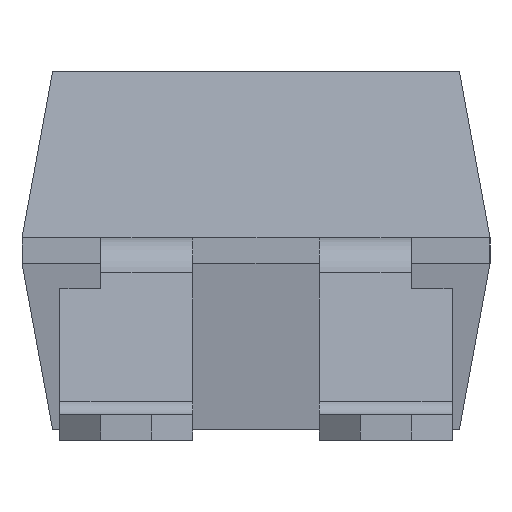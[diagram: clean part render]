
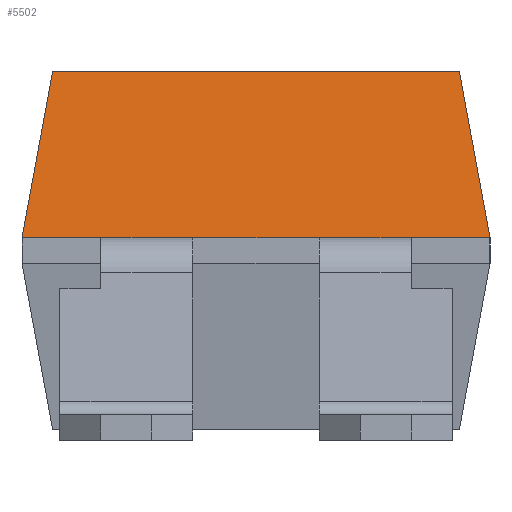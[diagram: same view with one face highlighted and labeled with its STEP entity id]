
A CAD part, left-side view. The second image highlights one B-rep face of the part: STEP entity #5502.
In plain terms, the highlighted planar face has unit normal (-0.988, 0, 0.152).
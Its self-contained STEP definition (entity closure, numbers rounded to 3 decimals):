
#250=ORIENTED_EDGE('',*,*,#1405,.T.);
#251=ORIENTED_EDGE('',*,*,#1406,.F.);
#252=ORIENTED_EDGE('',*,*,#1407,.T.);
#253=ORIENTED_EDGE('',*,*,#1408,.F.);
#254=ORIENTED_EDGE('',*,*,#1394,.T.);
#255=ORIENTED_EDGE('',*,*,#1409,.F.);
#256=ORIENTED_EDGE('',*,*,#1410,.T.);
#257=ORIENTED_EDGE('',*,*,#1411,.F.);
#1394=EDGE_CURVE('',#1972,#1973,#2352,.T.);
#1405=EDGE_CURVE('',#1982,#1983,#2363,.T.);
#1406=EDGE_CURVE('',#1984,#1983,#2364,.T.);
#1407=EDGE_CURVE('',#1984,#1985,#2365,.T.);
#1408=EDGE_CURVE('',#1972,#1985,#2366,.T.);
#1409=EDGE_CURVE('',#1986,#1973,#2367,.T.);
#1410=EDGE_CURVE('',#1986,#1987,#2368,.T.);
#1411=EDGE_CURVE('',#1982,#1987,#2369,.T.);
#1972=VERTEX_POINT('',#6871);
#1973=VERTEX_POINT('',#6872);
#1982=VERTEX_POINT('',#6894);
#1983=VERTEX_POINT('',#6895);
#1984=VERTEX_POINT('',#6897);
#1985=VERTEX_POINT('',#6899);
#1986=VERTEX_POINT('',#6902);
#1987=VERTEX_POINT('',#6904);
#2352=LINE('',#6870,#2771);
#2363=LINE('',#6893,#2782);
#2364=LINE('',#6896,#2783);
#2365=LINE('',#6898,#2784);
#2366=LINE('',#6900,#2785);
#2367=LINE('',#6901,#2786);
#2368=LINE('',#6903,#2787);
#2369=LINE('',#6905,#2788);
#2771=VECTOR('',#5980,1000.);
#2782=VECTOR('',#5995,1000.);
#2783=VECTOR('',#5996,1000.);
#2784=VECTOR('',#5997,1000.);
#2785=VECTOR('',#5998,1000.);
#2786=VECTOR('',#5999,1000.);
#2787=VECTOR('',#6000,1000.);
#2788=VECTOR('',#6001,1000.);
#3189=EDGE_LOOP('',(#250,#251,#252,#253,#254,#255,#256,#257));
#3449=FACE_BOUND('',#3189,.T.);
#3709=PLANE('',#5739);
#5502=ADVANCED_FACE('',(#3449),#3709,.T.);
#5739=AXIS2_PLACEMENT_3D('',#6892,#5993,#5994);
#5980=DIRECTION('',(0.,-1.,0.));
#5993=DIRECTION('',(-0.988,0.,0.152));
#5994=DIRECTION('',(0.152,0.,0.988));
#5995=DIRECTION('',(0.,-1.,0.));
#5996=DIRECTION('',(-0.15,-0.18,-0.972));
#5997=DIRECTION('',(0.,1.,0.));
#5998=DIRECTION('',(0.15,-0.18,0.972));
#5999=DIRECTION('',(0.,1.,0.));
#6000=DIRECTION('',(0.,-1.,0.));
#6001=DIRECTION('',(0.,1.,0.));
#6870=CARTESIAN_POINT('',(-3.25,-2.29,0.125));
#6871=CARTESIAN_POINT('',(-3.25,2.29,0.125));
#6872=CARTESIAN_POINT('',(-3.25,1.52,0.125));
#6892=CARTESIAN_POINT('',(-3.25,-2.29,0.125));
#6893=CARTESIAN_POINT('',(-3.25,-2.29,0.125));
#6894=CARTESIAN_POINT('',(-3.25,-1.52,0.125));
#6895=CARTESIAN_POINT('',(-3.25,-2.29,0.125));
#6896=CARTESIAN_POINT('',(-3.006,-1.998,1.708));
#6897=CARTESIAN_POINT('',(-3.,-1.99,1.75));
#6898=CARTESIAN_POINT('',(-3.,-2.29,1.75));
#6899=CARTESIAN_POINT('',(-3.,1.99,1.75));
#6900=CARTESIAN_POINT('',(-3.251,2.291,0.119));
#6901=CARTESIAN_POINT('',(-3.25,1.52,0.125));
#6902=CARTESIAN_POINT('',(-3.25,0.62,0.125));
#6903=CARTESIAN_POINT('',(-3.25,-2.29,0.125));
#6904=CARTESIAN_POINT('',(-3.25,-0.62,0.125));
#6905=CARTESIAN_POINT('',(-3.25,-1.52,0.125));
